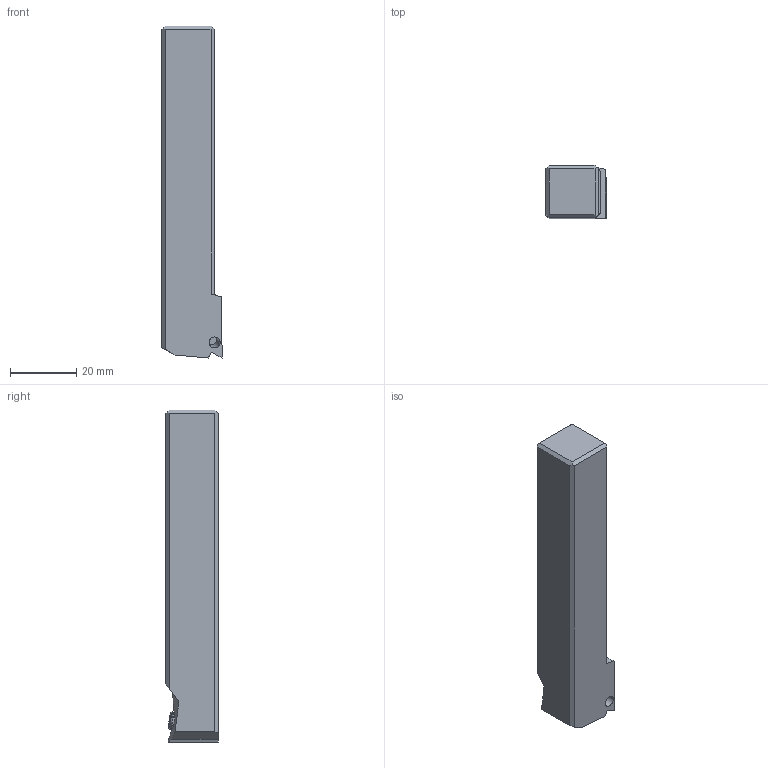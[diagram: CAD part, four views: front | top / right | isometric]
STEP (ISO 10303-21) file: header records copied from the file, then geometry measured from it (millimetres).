
FILE_DESCRIPTION(/* description */ (''),/* implementation_level */ '2;1');
FILE_NAME(/* name */ 'STGEL-103.stp',/* time_stamp */ '2021-12-22T09:38:12+09:00',/* author */ (''),/* organization */ (''),/* preprocessor_version */ 'ST-DEVELOPER v16',/* originating_system */ 'SIEMENS PLM Software NX 10.0',/* authorisation */ '');
FILE_SCHEMA (('AUTOMOTIVE_DESIGN { 1 0 10303 214 3 1 1 1 }'));
Length unit declared in the file: millimetre
Products named in the file (1): STGEL-103_ASM
Bounding box: 18.26 x 15.88 x 100.31 mm (x, y, z)
Volume: 24493.1 mm3; surface area: 6924.8 mm2
Topology: 2 solids, 2 shells, 67 faces, 186 edges, 123 vertices
Faces by surface type: plane 34, cylinder 21, cone 8, torus 2, bspline 2
Entity records: 2536 total; most frequent: CARTESIAN_POINT 715, ORIENTED_EDGE 364, DIRECTION 364, EDGE_CURVE 182, AXIS2_PLACEMENT_3D 125, VERTEX_POINT 120, LINE 114, VECTOR 114
